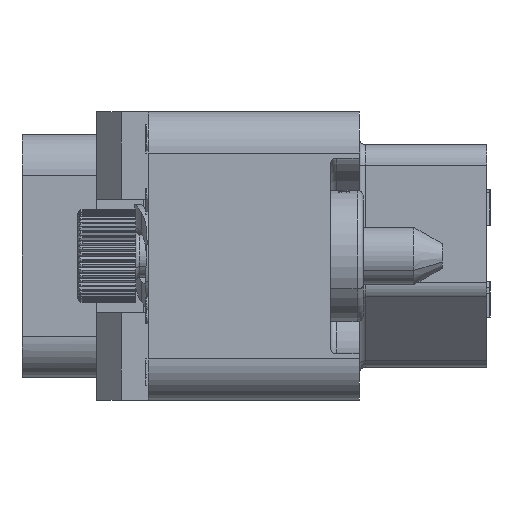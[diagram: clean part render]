
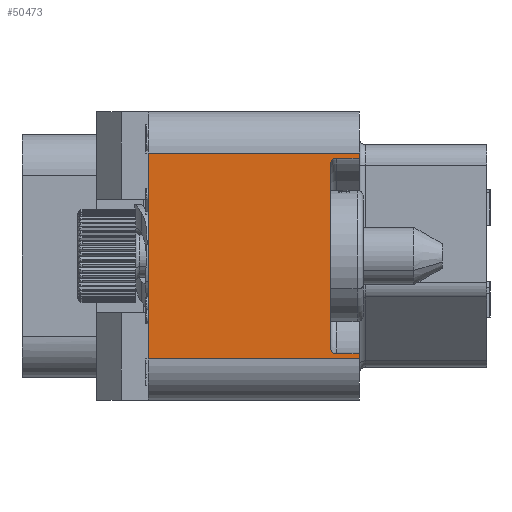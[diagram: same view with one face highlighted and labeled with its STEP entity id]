
A CAD part, left-side view. The second image highlights one B-rep face of the part: STEP entity #50473.
In plain terms, the highlighted planar face has unit normal (-1, 0, 0).
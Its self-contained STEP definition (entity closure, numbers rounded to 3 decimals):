
#1682=DIRECTION('',(0.,1.,0.));
#1683=VECTOR('',#1682,10.25);
#1684=CARTESIAN_POINT('',(-40.,0.,-5.));
#1685=LINE('',#1684,#1683);
#1691=DIRECTION('',(0.,0.,-1.));
#1692=VECTOR('',#1691,10.);
#1693=CARTESIAN_POINT('',(-40.,10.25,5.));
#1694=LINE('',#1693,#1692);
#2232=DIRECTION('',(0.,-1.,0.));
#2233=VECTOR('',#2232,10.25);
#2234=CARTESIAN_POINT('',(-40.,10.25,5.));
#2235=LINE('',#2234,#2233);
#2241=DIRECTION('',(0.,0.,1.));
#2242=VECTOR('',#2241,8.9);
#2243=CARTESIAN_POINT('',(-40.,1.4,-4.45));
#2244=LINE('',#2243,#2242);
#2245=DIRECTION('',(0.,1.,0.));
#2246=VECTOR('',#2245,1.1);
#2247=CARTESIAN_POINT('',(-40.,0.,-4.75));
#2248=LINE('',#2247,#2246);
#2249=DIRECTION('',(0.,0.,-1.));
#2250=VECTOR('',#2249,0.25);
#2251=CARTESIAN_POINT('',(-40.,0.,-4.75));
#2252=LINE('',#2251,#2250);
#2253=DIRECTION('',(0.,0.,-1.));
#2254=VECTOR('',#2253,0.25);
#2255=CARTESIAN_POINT('',(-40.,0.,5.));
#2256=LINE('',#2255,#2254);
#2257=DIRECTION('',(0.,1.,0.));
#2258=VECTOR('',#2257,1.1);
#2259=CARTESIAN_POINT('',(-40.,0.,4.75));
#2260=LINE('',#2259,#2258);
#2284=CARTESIAN_POINT('',(-40.,1.1,-4.45));
#2285=DIRECTION('',(1.,0.,0.));
#2286=DIRECTION('',(0.,0.,-1.));
#2287=AXIS2_PLACEMENT_3D('',#2284,#2285,#2286);
#2308=CARTESIAN_POINT('',(-40.,1.1,4.45));
#2309=DIRECTION('',(1.,0.,0.));
#2310=DIRECTION('',(0.,1.,0.));
#2311=AXIS2_PLACEMENT_3D('',#2308,#2309,#2310);
#40305=CARTESIAN_POINT('',(-40.,0.,5.));
#40306=VERTEX_POINT('',#40305);
#40307=CARTESIAN_POINT('',(-40.,10.25,5.));
#40308=VERTEX_POINT('',#40307);
#40313=CARTESIAN_POINT('',(-40.,10.25,-5.));
#40314=VERTEX_POINT('',#40313);
#40315=CARTESIAN_POINT('',(-40.,0.,-5.));
#40316=VERTEX_POINT('',#40315);
#40325=CARTESIAN_POINT('',(-40.,0.,-4.75));
#40327=VERTEX_POINT('',#40325);
#40331=CARTESIAN_POINT('',(-40.,0.,4.75));
#40332=VERTEX_POINT('',#40331);
#40542=CARTESIAN_POINT('',(-40.,1.4,-4.45));
#40544=VERTEX_POINT('',#40542);
#40546=CARTESIAN_POINT('',(-40.,1.1,-4.75));
#40548=VERTEX_POINT('',#40546);
#40553=CARTESIAN_POINT('',(-40.,1.4,4.45));
#40554=VERTEX_POINT('',#40553);
#40555=CARTESIAN_POINT('',(-40.,1.1,4.75));
#40556=VERTEX_POINT('',#40555);
#50451=CARTESIAN_POINT('',(-40.,0.,7.));
#50452=DIRECTION('',(-1.,0.,0.));
#50453=DIRECTION('',(0.,1.,0.));
#50454=AXIS2_PLACEMENT_3D('',#50451,#50452,#50453);
#50455=PLANE('',#50454);
#50457=ORIENTED_EDGE('',*,*,#50456,.F.);
#50459=ORIENTED_EDGE('',*,*,#50458,.F.);
#50461=ORIENTED_EDGE('',*,*,#50460,.F.);
#50462=ORIENTED_EDGE('',*,*,#50050,.T.);
#50463=ORIENTED_EDGE('',*,*,#50127,.T.);
#50464=ORIENTED_EDGE('',*,*,#50140,.F.);
#50465=ORIENTED_EDGE('',*,*,#50445,.T.);
#50466=ORIENTED_EDGE('',*,*,#50058,.T.);
#50468=ORIENTED_EDGE('',*,*,#50467,.T.);
#50470=ORIENTED_EDGE('',*,*,#50469,.F.);
#50471=EDGE_LOOP('',(#50457,#50459,#50461,#50462,#50463,#50464,#50465,#50466,
#50468,#50470));
#50472=FACE_OUTER_BOUND('',#50471,.F.);
#50473=ADVANCED_FACE('',(#50472),#50455,.T.);
#2288=CIRCLE('',#2287,0.3);
#2312=CIRCLE('',#2311,0.3);
#50050=EDGE_CURVE('',#40327,#40316,#2252,.T.);
#50058=EDGE_CURVE('',#40306,#40332,#2256,.T.);
#50127=EDGE_CURVE('',#40316,#40314,#1685,.T.);
#50140=EDGE_CURVE('',#40308,#40314,#1694,.T.);
#50445=EDGE_CURVE('',#40308,#40306,#2235,.T.);
#50456=EDGE_CURVE('',#40544,#40554,#2244,.T.);
#50458=EDGE_CURVE('',#40548,#40544,#2288,.T.);
#50460=EDGE_CURVE('',#40327,#40548,#2248,.T.);
#50467=EDGE_CURVE('',#40332,#40556,#2260,.T.);
#50469=EDGE_CURVE('',#40554,#40556,#2312,.T.);
